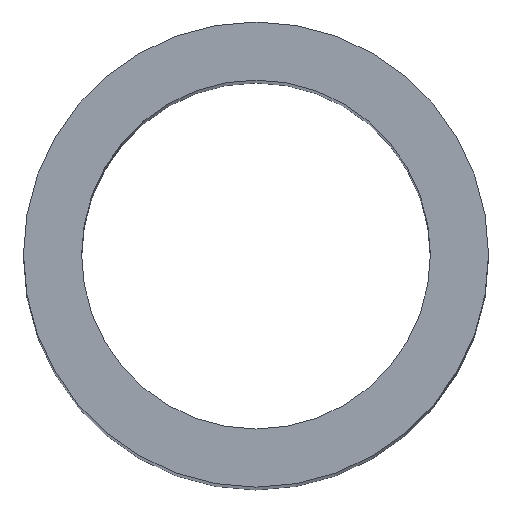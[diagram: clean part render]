
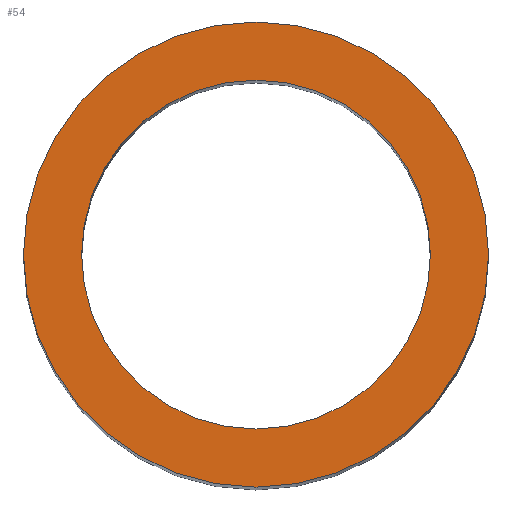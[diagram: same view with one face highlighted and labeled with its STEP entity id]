
A CAD part, top view. The second image highlights one B-rep face of the part: STEP entity #54.
In plain terms, the highlighted planar face has unit normal (0, 0, 1).
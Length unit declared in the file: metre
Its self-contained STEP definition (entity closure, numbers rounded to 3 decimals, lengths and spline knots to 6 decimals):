
#12=PLANE('',#77);
#18=ORIENTED_EDGE('',*,*,#22,.F.);
#19=ORIENTED_EDGE('',*,*,#24,.T.);
#22=EDGE_CURVE('',#26,#26,#30,.T.);
#24=EDGE_CURVE('',#28,#28,#32,.T.);
#26=VERTEX_POINT('',#100);
#28=VERTEX_POINT('',#105);
#30=CIRCLE('',#72,0.00375);
#32=CIRCLE('',#75,0.005);
#38=EDGE_LOOP('',(#18));
#39=EDGE_LOOP('',(#19));
#46=FACE_BOUND('',#38,.T.);
#47=FACE_BOUND('',#39,.T.);
#54=ADVANCED_FACE('',(#46,#47),#12,.T.);
#72=AXIS2_PLACEMENT_3D('',#99,#83,#84);
#75=AXIS2_PLACEMENT_3D('',#104,#89,#90);
#77=AXIS2_PLACEMENT_3D('',#108,#93,#94);
#83=DIRECTION('',(0.,0.,1.));
#84=DIRECTION('',(1.,0.,0.));
#89=DIRECTION('',(0.,0.,1.));
#90=DIRECTION('',(1.,0.,0.));
#93=DIRECTION('',(0.,0.,1.));
#94=DIRECTION('',(1.,0.,0.));
#99=CARTESIAN_POINT('',(-0.064014,0.031164,0.035));
#100=CARTESIAN_POINT('',(-0.060264,0.031164,0.035));
#104=CARTESIAN_POINT('',(-0.064014,0.031164,0.035));
#105=CARTESIAN_POINT('',(-0.059014,0.031164,0.035));
#108=CARTESIAN_POINT('',(-0.064014,0.031164,0.035));
